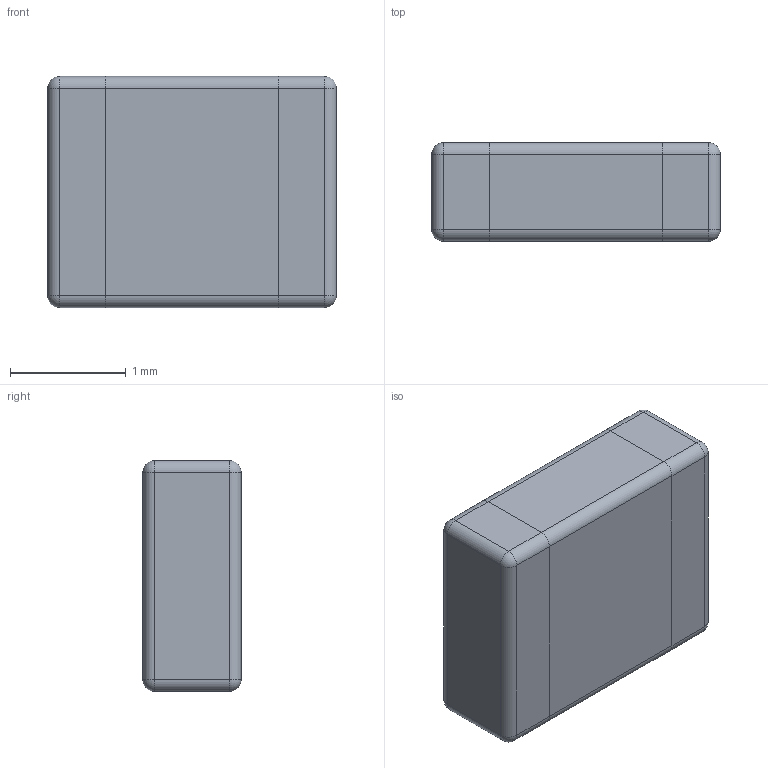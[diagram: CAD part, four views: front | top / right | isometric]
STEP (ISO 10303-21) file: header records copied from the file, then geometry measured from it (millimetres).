
FILE_DESCRIPTION (( 'STEP AP214' ), '1' );
FILE_NAME ('AIML-1008HC.STEP', '2014-05-01T06:40:52', ( '' ), ( '' ), 'SwSTEP 2.0', 'SolidWorks 2012', '' );
FILE_SCHEMA (( 'AUTOMOTIVE_DESIGN' ));
Length unit declared in the file: millimetre
Products named in the file (1): AIML-1008HC
Bounding box: 2.5 x 0.85 x 2 mm (x, y, z)
Volume: 4.2 mm3; surface area: 16.7 mm2
Topology: 1 solids, 1 shells, 161 faces, 403 edges, 250 vertices
Faces by surface type: plane 89, bspline 44, cylinder 20, sphere 8
Entity records: 9350 total; most frequent: CARTESIAN_POINT 4047, ORIENTED_EDGE 790, DIRECTION 571, EDGE_CURVE 395, VECTOR 271, LINE 271, VERTEX_POINT 250, EDGE_LOOP 175
